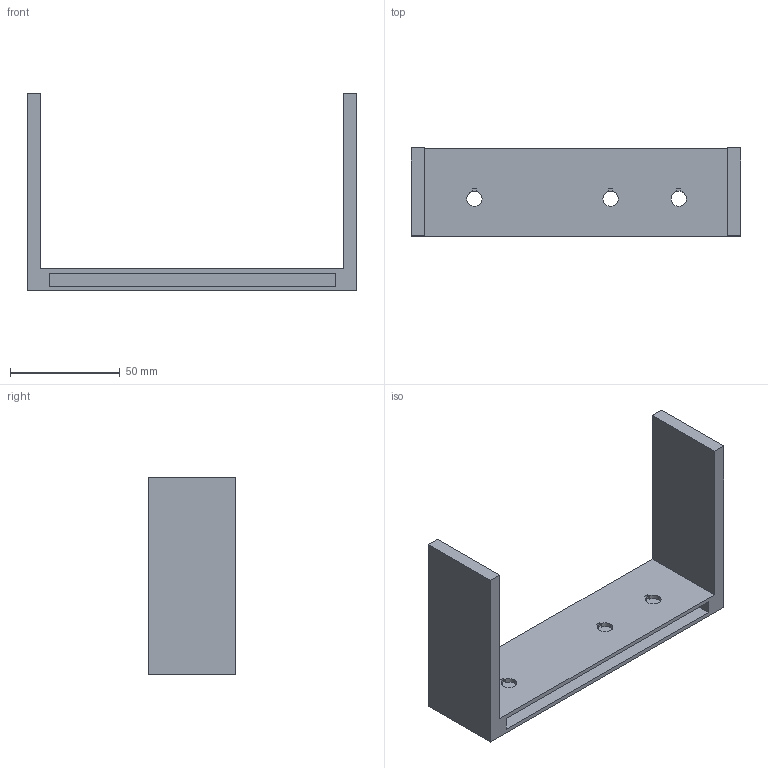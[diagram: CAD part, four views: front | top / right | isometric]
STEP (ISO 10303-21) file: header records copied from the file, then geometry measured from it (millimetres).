
FILE_DESCRIPTION (( 'STEP AP203' ), '1' );
FILE_NAME ('Housing_Default_sldprt.STEP', '2021-06-21T10:53:51', ( '' ), ( '' ), 'SwSTEP 2.0', 'SolidWorks 2018', '' );
FILE_SCHEMA (( 'CONFIG_CONTROL_DESIGN' ));
Length unit declared in the file: millimetre
Products named in the file (1): Housing_Default_sldprt
Bounding box: 150 x 40 x 90 mm (x, y, z)
Volume: 71405.6 mm3; surface area: 39571.1 mm2
Topology: 1 solids, 1 shells, 39 faces, 108 edges, 72 vertices
Faces by surface type: plane 24, cylinder 15
Entity records: 1353 total; most frequent: CARTESIAN_POINT 220, DIRECTION 218, ORIENTED_EDGE 216, EDGE_CURVE 108, VECTOR 78, LINE 78, VERTEX_POINT 72, AXIS2_PLACEMENT_3D 70
